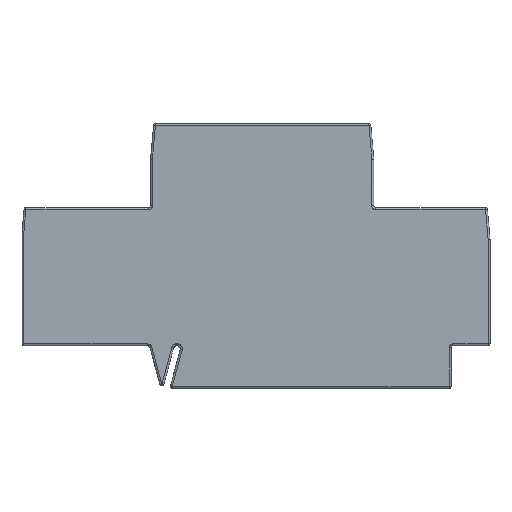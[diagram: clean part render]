
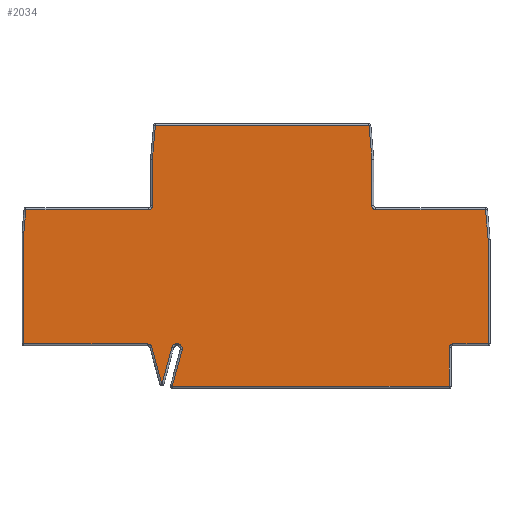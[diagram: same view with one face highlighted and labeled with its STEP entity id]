
A CAD part, top view. The second image highlights one B-rep face of the part: STEP entity #2034.
In plain terms, the highlighted planar face has unit normal (0, 0, 1).
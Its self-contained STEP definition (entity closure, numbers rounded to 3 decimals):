
#319=DIRECTION('',(0.,-1.,0.));
#320=VECTOR('',#319,17.987);
#321=CARTESIAN_POINT('',(-41.1,25.187,1.5));
#322=LINE('',#321,#320);
#333=DIRECTION('',(0.087,0.996,0.));
#334=VECTOR('',#333,3.727);
#335=CARTESIAN_POINT('',(-41.1,25.187,1.5));
#336=LINE('',#335,#334);
#340=CARTESIAN_POINT('',(-20.9,29.5,1.5));
#341=DIRECTION('',(0.,0.,1.));
#342=DIRECTION('',(0.,-1.,0.));
#343=AXIS2_PLACEMENT_3D('',#340,#341,#342);
#348=DIRECTION('',(0.087,0.996,0.));
#349=VECTOR('',#348,5.449);
#350=CARTESIAN_POINT('',(-20.3,37.072,1.5));
#351=LINE('',#350,#349);
#355=DIRECTION('',(0.087,-0.996,0.));
#356=VECTOR('',#355,5.449);
#357=CARTESIAN_POINT('',(14.725,42.5,1.5));
#358=LINE('',#357,#356);
#362=CARTESIAN_POINT('',(15.8,29.5,1.5));
#363=DIRECTION('',(0.,0.,1.));
#364=DIRECTION('',(-1.,0.,0.));
#365=AXIS2_PLACEMENT_3D('',#362,#363,#364);
#370=DIRECTION('',(0.087,-0.996,0.));
#371=VECTOR('',#370,4.831);
#372=CARTESIAN_POINT('',(33.579,28.9,1.5));
#373=LINE('',#372,#371);
#377=CARTESIAN_POINT('',(28.3,6.6,1.5));
#378=DIRECTION('',(0.,0.,1.));
#379=DIRECTION('',(0.,1.,0.));
#380=AXIS2_PLACEMENT_3D('',#377,#378,#379);
#385=CARTESIAN_POINT('',(-15.52,0.003,1.5));
#386=DIRECTION('',(0.,0.,-1.));
#387=DIRECTION('',(-0.982,0.187,0.));
#388=AXIS2_PLACEMENT_3D('',#385,#386,#387);
#393=DIRECTION('',(0.259,0.966,0.));
#394=VECTOR('',#393,5.98);
#395=CARTESIAN_POINT('',(-17.065,0.417,1.5));
#396=LINE('',#395,#394);
#400=CARTESIAN_POINT('',(-16.29,6.4,1.5));
#401=DIRECTION('',(0.,0.,1.));
#402=DIRECTION('',(0.966,-0.259,0.));
#403=AXIS2_PLACEMENT_3D('',#400,#401,#402);
#408=CARTESIAN_POINT('',(-16.394,6.4,1.5));
#409=DIRECTION('',(0.,0.,1.));
#410=DIRECTION('',(0.,1.,0.));
#411=AXIS2_PLACEMENT_3D('',#408,#409,#410);
#416=DIRECTION('',(-0.259,-0.966,0.));
#417=VECTOR('',#416,6.115);
#418=CARTESIAN_POINT('',(-17.167,6.607,1.5));
#419=LINE('',#418,#417);
#423=DIRECTION('',(-0.259,0.966,0.));
#424=VECTOR('',#423,6.115);
#425=CARTESIAN_POINT('',(-18.806,0.7,1.5));
#426=LINE('',#425,#424);
#430=CARTESIAN_POINT('',(-21.161,6.4,1.5));
#431=DIRECTION('',(0.,0.,1.));
#432=DIRECTION('',(0.966,0.259,0.));
#433=AXIS2_PLACEMENT_3D('',#430,#431,#432);
#521=DIRECTION('',(-1.,0.,0.));
#522=VECTOR('',#521,19.875);
#523=CARTESIAN_POINT('',(-20.9,28.9,1.5));
#524=LINE('',#523,#522);
#580=DIRECTION('',(0.,-1.,0.));
#581=VECTOR('',#580,7.572);
#582=CARTESIAN_POINT('',(-20.3,37.072,1.5));
#583=LINE('',#582,#581);
#684=DIRECTION('',(-1.,0.,0.));
#685=VECTOR('',#684,34.55);
#686=CARTESIAN_POINT('',(14.725,42.5,1.5));
#687=LINE('',#686,#685);
#771=DIRECTION('',(0.,1.,0.));
#772=VECTOR('',#771,7.572);
#773=CARTESIAN_POINT('',(15.2,29.5,1.5));
#774=LINE('',#773,#772);
#834=DIRECTION('',(-1.,0.,0.));
#835=VECTOR('',#834,17.779);
#836=CARTESIAN_POINT('',(33.579,28.9,1.5));
#837=LINE('',#836,#835);
#938=DIRECTION('',(0.,1.,0.));
#939=VECTOR('',#938,16.887);
#940=CARTESIAN_POINT('',(34.,7.2,1.5));
#941=LINE('',#940,#939);
#997=DIRECTION('',(1.,0.,0.));
#998=VECTOR('',#997,5.7);
#999=CARTESIAN_POINT('',(28.3,7.2,1.5));
#1000=LINE('',#999,#998);
#1056=DIRECTION('',(0.,1.,0.));
#1057=VECTOR('',#1056,6.3);
#1058=CARTESIAN_POINT('',(27.7,0.3,1.5));
#1059=LINE('',#1058,#1057);
#1115=DIRECTION('',(1.,0.,0.));
#1116=VECTOR('',#1115,44.792);
#1117=CARTESIAN_POINT('',(-17.092,0.302,1.5));
#1118=LINE('',#1117,#1116);
#1243=DIRECTION('',(1.,0.,0.));
#1244=VECTOR('',#1243,0.104);
#1245=CARTESIAN_POINT('',(-16.394,7.2,1.5));
#1246=LINE('',#1245,#1244);
#1347=DIRECTION('',(1.,0.,0.));
#1348=VECTOR('',#1347,0.056);
#1349=CARTESIAN_POINT('',(-18.806,0.7,1.5));
#1350=LINE('',#1349,#1348);
#1451=DIRECTION('',(1.,0.,0.));
#1452=VECTOR('',#1451,19.939);
#1453=CARTESIAN_POINT('',(-41.1,7.2,1.5));
#1454=LINE('',#1453,#1452);
#1682=CARTESIAN_POINT('',(-41.1,25.187,1.5));
#1683=CARTESIAN_POINT('',(-41.1,7.2,1.5));
#1684=VERTEX_POINT('',#1682);
#1685=VERTEX_POINT('',#1683);
#1686=CARTESIAN_POINT('',(-40.775,28.9,1.5));
#1687=VERTEX_POINT('',#1686);
#1688=CARTESIAN_POINT('',(-20.9,28.9,1.5));
#1689=VERTEX_POINT('',#1688);
#1690=CARTESIAN_POINT('',(-20.3,29.5,1.5));
#1691=VERTEX_POINT('',#1690);
#1692=CARTESIAN_POINT('',(-20.3,37.072,1.5));
#1693=VERTEX_POINT('',#1692);
#1694=CARTESIAN_POINT('',(-19.825,42.5,1.5));
#1695=VERTEX_POINT('',#1694);
#1696=CARTESIAN_POINT('',(14.725,42.5,1.5));
#1697=VERTEX_POINT('',#1696);
#1698=CARTESIAN_POINT('',(15.2,37.072,1.5));
#1699=VERTEX_POINT('',#1698);
#1700=CARTESIAN_POINT('',(15.2,29.5,1.5));
#1701=VERTEX_POINT('',#1700);
#1702=CARTESIAN_POINT('',(15.8,28.9,1.5));
#1703=VERTEX_POINT('',#1702);
#1704=CARTESIAN_POINT('',(33.579,28.9,1.5));
#1705=VERTEX_POINT('',#1704);
#1706=CARTESIAN_POINT('',(34.,24.087,1.5));
#1707=VERTEX_POINT('',#1706);
#1708=CARTESIAN_POINT('',(34.,7.2,1.5));
#1709=VERTEX_POINT('',#1708);
#1710=CARTESIAN_POINT('',(28.3,7.2,1.5));
#1711=VERTEX_POINT('',#1710);
#1712=CARTESIAN_POINT('',(27.7,6.6,1.5));
#1713=VERTEX_POINT('',#1712);
#1714=CARTESIAN_POINT('',(27.7,0.3,1.5));
#1715=VERTEX_POINT('',#1714);
#1716=CARTESIAN_POINT('',(-17.092,0.302,1.5));
#1717=VERTEX_POINT('',#1716);
#1718=CARTESIAN_POINT('',(-17.065,0.417,1.5));
#1719=VERTEX_POINT('',#1718);
#1720=CARTESIAN_POINT('',(-15.518,6.193,1.5));
#1721=VERTEX_POINT('',#1720);
#1722=CARTESIAN_POINT('',(-16.29,7.2,1.5));
#1723=VERTEX_POINT('',#1722);
#1724=CARTESIAN_POINT('',(-16.394,7.2,1.5));
#1725=VERTEX_POINT('',#1724);
#1726=CARTESIAN_POINT('',(-17.167,6.607,1.5));
#1727=VERTEX_POINT('',#1726);
#1728=CARTESIAN_POINT('',(-18.75,0.7,1.5));
#1729=VERTEX_POINT('',#1728);
#1730=CARTESIAN_POINT('',(-18.806,0.7,1.5));
#1731=VERTEX_POINT('',#1730);
#1732=CARTESIAN_POINT('',(-20.389,6.607,1.5));
#1733=VERTEX_POINT('',#1732);
#1734=CARTESIAN_POINT('',(-21.161,7.2,1.5));
#1735=VERTEX_POINT('',#1734);
#1974=CARTESIAN_POINT('',(0.,0.,1.5));
#1975=DIRECTION('',(0.,0.,1.));
#1976=DIRECTION('',(1.,0.,0.));
#1977=AXIS2_PLACEMENT_3D('',#1974,#1975,#1976);
#1978=PLANE('',#1977);
#1979=ORIENTED_EDGE('',*,*,#1964,.F.);
#1981=ORIENTED_EDGE('',*,*,#1980,.T.);
#1983=ORIENTED_EDGE('',*,*,#1982,.F.);
#1985=ORIENTED_EDGE('',*,*,#1984,.T.);
#1987=ORIENTED_EDGE('',*,*,#1986,.F.);
#1989=ORIENTED_EDGE('',*,*,#1988,.T.);
#1991=ORIENTED_EDGE('',*,*,#1990,.F.);
#1993=ORIENTED_EDGE('',*,*,#1992,.T.);
#1995=ORIENTED_EDGE('',*,*,#1994,.F.);
#1997=ORIENTED_EDGE('',*,*,#1996,.T.);
#1999=ORIENTED_EDGE('',*,*,#1998,.F.);
#2001=ORIENTED_EDGE('',*,*,#2000,.T.);
#2003=ORIENTED_EDGE('',*,*,#2002,.F.);
#2005=ORIENTED_EDGE('',*,*,#2004,.F.);
#2007=ORIENTED_EDGE('',*,*,#2006,.T.);
#2009=ORIENTED_EDGE('',*,*,#2008,.F.);
#2011=ORIENTED_EDGE('',*,*,#2010,.F.);
#2013=ORIENTED_EDGE('',*,*,#2012,.T.);
#2015=ORIENTED_EDGE('',*,*,#2014,.T.);
#2017=ORIENTED_EDGE('',*,*,#2016,.T.);
#2019=ORIENTED_EDGE('',*,*,#2018,.F.);
#2021=ORIENTED_EDGE('',*,*,#2020,.T.);
#2023=ORIENTED_EDGE('',*,*,#2022,.T.);
#2025=ORIENTED_EDGE('',*,*,#2024,.F.);
#2027=ORIENTED_EDGE('',*,*,#2026,.T.);
#2029=ORIENTED_EDGE('',*,*,#2028,.T.);
#2031=ORIENTED_EDGE('',*,*,#2030,.F.);
#2032=EDGE_LOOP('',(#1979,#1981,#1983,#1985,#1987,#1989,#1991,#1993,#1995,#1997,
#1999,#2001,#2003,#2005,#2007,#2009,#2011,#2013,#2015,#2017,#2019,#2021,#2023,
#2025,#2027,#2029,#2031));
#2033=FACE_OUTER_BOUND('',#2032,.F.);
#2034=ADVANCED_FACE('',(#2033),#1978,.T.);
#344=CIRCLE('',#343,0.6);
#366=CIRCLE('',#365,0.6);
#381=CIRCLE('',#380,0.6);
#389=CIRCLE('',#388,1.6);
#404=CIRCLE('',#403,0.8);
#412=CIRCLE('',#411,0.8);
#434=CIRCLE('',#433,0.8);
#1964=EDGE_CURVE('',#1684,#1685,#322,.T.);
#1980=EDGE_CURVE('',#1684,#1687,#336,.T.);
#1982=EDGE_CURVE('',#1689,#1687,#524,.T.);
#1984=EDGE_CURVE('',#1689,#1691,#344,.T.);
#1986=EDGE_CURVE('',#1693,#1691,#583,.T.);
#1988=EDGE_CURVE('',#1693,#1695,#351,.T.);
#1990=EDGE_CURVE('',#1697,#1695,#687,.T.);
#1992=EDGE_CURVE('',#1697,#1699,#358,.T.);
#1994=EDGE_CURVE('',#1701,#1699,#774,.T.);
#1996=EDGE_CURVE('',#1701,#1703,#366,.T.);
#1998=EDGE_CURVE('',#1705,#1703,#837,.T.);
#2000=EDGE_CURVE('',#1705,#1707,#373,.T.);
#2002=EDGE_CURVE('',#1709,#1707,#941,.T.);
#2004=EDGE_CURVE('',#1711,#1709,#1000,.T.);
#2006=EDGE_CURVE('',#1711,#1713,#381,.T.);
#2008=EDGE_CURVE('',#1715,#1713,#1059,.T.);
#2010=EDGE_CURVE('',#1717,#1715,#1118,.T.);
#2012=EDGE_CURVE('',#1717,#1719,#389,.T.);
#2014=EDGE_CURVE('',#1719,#1721,#396,.T.);
#2016=EDGE_CURVE('',#1721,#1723,#404,.T.);
#2018=EDGE_CURVE('',#1725,#1723,#1246,.T.);
#2020=EDGE_CURVE('',#1725,#1727,#412,.T.);
#2022=EDGE_CURVE('',#1727,#1729,#419,.T.);
#2024=EDGE_CURVE('',#1731,#1729,#1350,.T.);
#2026=EDGE_CURVE('',#1731,#1733,#426,.T.);
#2028=EDGE_CURVE('',#1733,#1735,#434,.T.);
#2030=EDGE_CURVE('',#1685,#1735,#1454,.T.);
